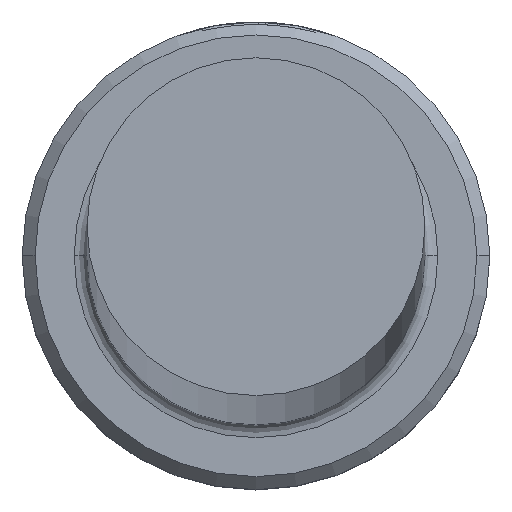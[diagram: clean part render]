
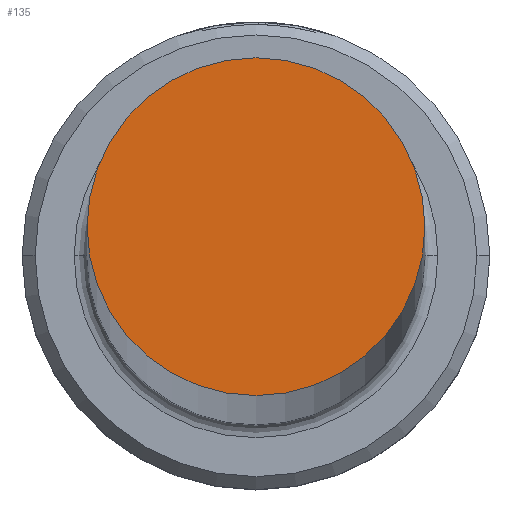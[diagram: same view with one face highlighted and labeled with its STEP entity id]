
A CAD part, top view. The second image highlights one B-rep face of the part: STEP entity #135.
In plain terms, the highlighted planar face has unit normal (0, 0, 1).
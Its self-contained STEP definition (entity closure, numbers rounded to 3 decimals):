
#5 = PLANE ( 'NONE',  #216 ) ;
#69 = CARTESIAN_POINT ( 'NONE',  ( -6.5, 0., 650. ) ) ;
#83 = CIRCLE ( 'NONE', #632, 6.5 ) ;
#135 = ADVANCED_FACE ( 'NONE', ( #247 ), #5, .T. ) ;
#157 = DIRECTION ( 'NONE',  ( 0., 0., 1. ) ) ;
#168 = VERTEX_POINT ( 'NONE', #1120 ) ;
#216 = AXIS2_PLACEMENT_3D ( 'NONE', #1105, #1027, #943 ) ;
#247 = FACE_OUTER_BOUND ( 'NONE', #850, .T. ) ;
#378 = DIRECTION ( 'NONE',  ( 0., 0., 1. ) ) ;
#477 = ORIENTED_EDGE ( 'NONE', *, *, #1103, .T. ) ;
#502 = VERTEX_POINT ( 'NONE', #69 ) ;
#632 = AXIS2_PLACEMENT_3D ( 'NONE', #916, #378, #1008 ) ;
#655 = AXIS2_PLACEMENT_3D ( 'NONE', #712, #157, #806 ) ;
#712 = CARTESIAN_POINT ( 'NONE',  ( 0., 0., 650. ) ) ;
#806 = DIRECTION ( 'NONE',  ( 1., 0., 0. ) ) ;
#850 = EDGE_LOOP ( 'NONE', ( #477, #1138 ) ) ;
#916 = CARTESIAN_POINT ( 'NONE',  ( 0., 0., 650. ) ) ;
#925 = EDGE_CURVE ( 'NONE', #168, #502, #950, .T. ) ;
#943 = DIRECTION ( 'NONE',  ( 1., 0., 0. ) ) ;
#950 = CIRCLE ( 'NONE', #655, 6.5 ) ;
#1008 = DIRECTION ( 'NONE',  ( 1., 0., 0. ) ) ;
#1027 = DIRECTION ( 'NONE',  ( 0., 0., 1. ) ) ;
#1103 = EDGE_CURVE ( 'NONE', #502, #168, #83, .T. ) ;
#1105 = CARTESIAN_POINT ( 'NONE',  ( 0., 0., 650. ) ) ;
#1120 = CARTESIAN_POINT ( 'NONE',  ( 6.5, 0., 650. ) ) ;
#1138 = ORIENTED_EDGE ( 'NONE', *, *, #925, .T. ) ;
